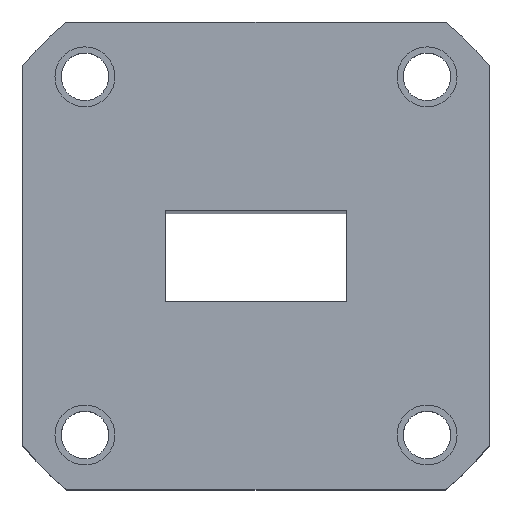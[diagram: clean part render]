
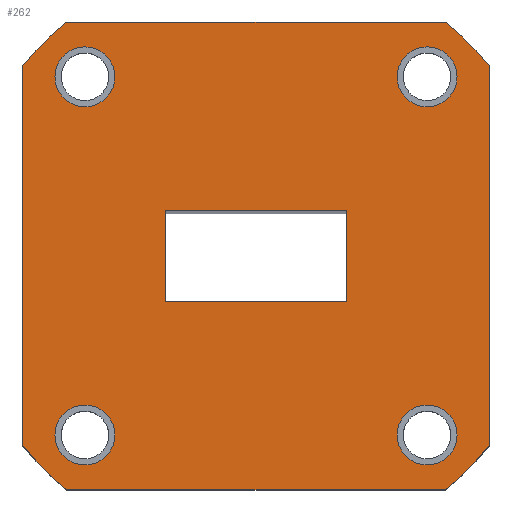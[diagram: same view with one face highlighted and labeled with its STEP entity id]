
A CAD part, top view. The second image highlights one B-rep face of the part: STEP entity #262.
In plain terms, the highlighted planar face has unit normal (0, 0, 1).
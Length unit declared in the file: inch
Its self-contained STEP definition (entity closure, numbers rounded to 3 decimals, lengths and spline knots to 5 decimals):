
#13 = EDGE_LOOP ( 'NONE', ( #128 ) ) ;
#17 = VECTOR ( 'NONE', #37, 39.37008 ) ;
#18 = DIRECTION ( 'NONE',  ( -1., 0., 0. ) ) ;
#19 = VERTEX_POINT ( 'NONE', #848 ) ;
#23 = CARTESIAN_POINT ( 'NONE',  ( 0., 0., 0. ) ) ;
#37 = DIRECTION ( 'NONE',  ( 1., 0., 0. ) ) ;
#47 = LINE ( 'NONE', #872, #1052 ) ;
#48 = AXIS2_PLACEMENT_3D ( 'NONE', #112, #188, #102 ) ;
#63 = CARTESIAN_POINT ( 'NONE',  ( -0.17, 0., 0. ) ) ;
#67 = CARTESIAN_POINT ( 'NONE',  ( -0.17, -0.085, 0. ) ) ;
#68 = DIRECTION ( 'NONE',  ( -1., 0., 0. ) ) ;
#79 = ORIENTED_EDGE ( 'NONE', *, *, #893, .F. ) ;
#102 = DIRECTION ( 'NONE',  ( 1., 0., 0. ) ) ;
#111 = CARTESIAN_POINT ( 'NONE',  ( 0.17, 0., 0. ) ) ;
#112 = CARTESIAN_POINT ( 'NONE',  ( 0.32, 0.335, 0. ) ) ;
#115 = ORIENTED_EDGE ( 'NONE', *, *, #459, .T. ) ;
#116 = CARTESIAN_POINT ( 'NONE',  ( -0.4375, -0.4375, 0. ) ) ;
#118 = DIRECTION ( 'NONE',  ( 0., 0., 1. ) ) ;
#128 = ORIENTED_EDGE ( 'NONE', *, *, #250, .F. ) ;
#136 = CARTESIAN_POINT ( 'NONE',  ( 0., 0., 0. ) ) ;
#138 = VERTEX_POINT ( 'NONE', #398 ) ;
#142 = AXIS2_PLACEMENT_3D ( 'NONE', #456, #155, #181 ) ;
#153 = ORIENTED_EDGE ( 'NONE', *, *, #287, .F. ) ;
#155 = DIRECTION ( 'NONE',  ( 0., 0., 1. ) ) ;
#158 = CARTESIAN_POINT ( 'NONE',  ( -0.35355, -0.4375, 0. ) ) ;
#169 = DIRECTION ( 'NONE',  ( -1., 0., 0. ) ) ;
#181 = DIRECTION ( 'NONE',  ( 1., 0., 0. ) ) ;
#185 = CIRCLE ( 'NONE', #626, 0.5625 ) ;
#186 = ORIENTED_EDGE ( 'NONE', *, *, #325, .F. ) ;
#188 = DIRECTION ( 'NONE',  ( 0., 0., 1. ) ) ;
#196 = DIRECTION ( 'NONE',  ( 0., 0., 1. ) ) ;
#201 = CIRCLE ( 'NONE', #882, 0.056 ) ;
#204 = LINE ( 'NONE', #111, #420 ) ;
#205 = VERTEX_POINT ( 'NONE', #480 ) ;
#208 = EDGE_CURVE ( 'NONE', #1129, #1129, #549, .T. ) ;
#210 = LINE ( 'NONE', #418, #536 ) ;
#212 = DIRECTION ( 'NONE',  ( 0., 0., -1. ) ) ;
#220 = DIRECTION ( 'NONE',  ( 0., -1., 0. ) ) ;
#230 = CARTESIAN_POINT ( 'NONE',  ( -0.264, 0.335, 0. ) ) ;
#237 = DIRECTION ( 'NONE',  ( 0., 1., 0. ) ) ;
#245 = VERTEX_POINT ( 'NONE', #579 ) ;
#250 = EDGE_CURVE ( 'NONE', #138, #138, #201, .T. ) ;
#254 = VERTEX_POINT ( 'NONE', #307 ) ;
#260 = LINE ( 'NONE', #627, #457 ) ;
#262 = ADVANCED_FACE ( 'NONE', ( #654, #752, #557, #666, #659, #1123 ), #840, .F. ) ;
#267 = ORIENTED_EDGE ( 'NONE', *, *, #1152, .T. ) ;
#287 = EDGE_CURVE ( 'NONE', #419, #1011, #185, .T. ) ;
#289 = CARTESIAN_POINT ( 'NONE',  ( -0.32, -0.335, 0. ) ) ;
#290 = VERTEX_POINT ( 'NONE', #1114 ) ;
#303 = DIRECTION ( 'NONE',  ( 1., 0., 0. ) ) ;
#307 = CARTESIAN_POINT ( 'NONE',  ( 0.17, -0.085, 0. ) ) ;
#313 = EDGE_CURVE ( 'NONE', #923, #205, #886, .T. ) ;
#314 = DIRECTION ( 'NONE',  ( 0., 1., 0. ) ) ;
#319 = VERTEX_POINT ( 'NONE', #427 ) ;
#324 = AXIS2_PLACEMENT_3D ( 'NONE', #715, #892, #898 ) ;
#325 = EDGE_CURVE ( 'NONE', #245, #748, #681, .T. ) ;
#344 = DIRECTION ( 'NONE',  ( 0., 0., -1. ) ) ;
#345 = CIRCLE ( 'NONE', #324, 0.056 ) ;
#368 = EDGE_LOOP ( 'NONE', ( #79 ) ) ;
#374 = CARTESIAN_POINT ( 'NONE',  ( 0.35355, 0.4375, 0. ) ) ;
#380 = ORIENTED_EDGE ( 'NONE', *, *, #695, .F. ) ;
#389 = DIRECTION ( 'NONE',  ( 0., 0., -1. ) ) ;
#398 = CARTESIAN_POINT ( 'NONE',  ( -0.264, -0.335, 0. ) ) ;
#406 = LINE ( 'NONE', #116, #17 ) ;
#411 = VERTEX_POINT ( 'NONE', #1135 ) ;
#418 = CARTESIAN_POINT ( 'NONE',  ( -0.4375, -0.4375, 0. ) ) ;
#419 = VERTEX_POINT ( 'NONE', #788 ) ;
#420 = VECTOR ( 'NONE', #482, 39.37008 ) ;
#427 = CARTESIAN_POINT ( 'NONE',  ( 0.376, 0.335, 0. ) ) ;
#456 = CARTESIAN_POINT ( 'NONE',  ( 0., 0., 0. ) ) ;
#457 = VECTOR ( 'NONE', #1085, 39.37008 ) ;
#459 = EDGE_CURVE ( 'NONE', #995, #748, #1056, .T. ) ;
#468 = ORIENTED_EDGE ( 'NONE', *, *, #483, .T. ) ;
#480 = CARTESIAN_POINT ( 'NONE',  ( -0.17, 0.085, 0. ) ) ;
#482 = DIRECTION ( 'NONE',  ( 0., -1., 0. ) ) ;
#483 = EDGE_CURVE ( 'NONE', #290, #995, #607, .T. ) ;
#500 = EDGE_LOOP ( 'NONE', ( #537, #877, #934, #832 ) ) ;
#516 = CARTESIAN_POINT ( 'NONE',  ( -0.4375, 0.4375, 0. ) ) ;
#536 = VECTOR ( 'NONE', #220, 39.37008 ) ;
#537 = ORIENTED_EDGE ( 'NONE', *, *, #543, .T. ) ;
#543 = EDGE_CURVE ( 'NONE', #254, #923, #260, .T. ) ;
#548 = CARTESIAN_POINT ( 'NONE',  ( 0., 0.085, 0. ) ) ;
#549 = CIRCLE ( 'NONE', #1155, 0.056 ) ;
#555 = LINE ( 'NONE', #548, #937 ) ;
#557 = FACE_BOUND ( 'NONE', #13, .T. ) ;
#559 = CARTESIAN_POINT ( 'NONE',  ( -0.4375, -0.35355, 0. ) ) ;
#563 = EDGE_CURVE ( 'NONE', #822, #1037, #1175, .T. ) ;
#572 = CARTESIAN_POINT ( 'NONE',  ( 0.35355, -0.4375, 0. ) ) ;
#579 = CARTESIAN_POINT ( 'NONE',  ( -0.4375, 0.35355, 0. ) ) ;
#582 = ORIENTED_EDGE ( 'NONE', *, *, #1159, .T. ) ;
#607 = CIRCLE ( 'NONE', #142, 0.5625 ) ;
#618 = EDGE_LOOP ( 'NONE', ( #1065 ) ) ;
#626 = AXIS2_PLACEMENT_3D ( 'NONE', #23, #389, #746 ) ;
#627 = CARTESIAN_POINT ( 'NONE',  ( 0., -0.085, 0. ) ) ;
#639 = CIRCLE ( 'NONE', #48, 0.056 ) ;
#650 = CARTESIAN_POINT ( 'NONE',  ( -0.32, 0.335, 0. ) ) ;
#654 = FACE_BOUND ( 'NONE', #500, .T. ) ;
#659 = FACE_BOUND ( 'NONE', #368, .T. ) ;
#660 = AXIS2_PLACEMENT_3D ( 'NONE', #992, #722, #169 ) ;
#666 = FACE_BOUND ( 'NONE', #618, .T. ) ;
#681 = CIRCLE ( 'NONE', #1048, 0.5625 ) ;
#690 = ORIENTED_EDGE ( 'NONE', *, *, #1166, .T. ) ;
#695 = EDGE_CURVE ( 'NONE', #319, #319, #639, .T. ) ;
#715 = CARTESIAN_POINT ( 'NONE',  ( 0.32, -0.335, 0. ) ) ;
#722 = DIRECTION ( 'NONE',  ( 0., 0., -1. ) ) ;
#734 = VECTOR ( 'NONE', #68, 39.37008 ) ;
#746 = DIRECTION ( 'NONE',  ( -1., 0., 0. ) ) ;
#748 = VERTEX_POINT ( 'NONE', #1126 ) ;
#752 = FACE_BOUND ( 'NONE', #1093, .T. ) ;
#788 = CARTESIAN_POINT ( 'NONE',  ( 0.4375, -0.35355, 0. ) ) ;
#814 = VECTOR ( 'NONE', #314, 39.37008 ) ;
#822 = VERTEX_POINT ( 'NONE', #158 ) ;
#832 = ORIENTED_EDGE ( 'NONE', *, *, #1105, .T. ) ;
#840 = PLANE ( 'NONE',  #1138 ) ;
#848 = CARTESIAN_POINT ( 'NONE',  ( 0.17, 0.085, 0. ) ) ;
#872 = CARTESIAN_POINT ( 'NONE',  ( 0.4375, -0.4375, 0. ) ) ;
#877 = ORIENTED_EDGE ( 'NONE', *, *, #313, .T. ) ;
#881 = DIRECTION ( 'NONE',  ( -1., 0., 0. ) ) ;
#882 = AXIS2_PLACEMENT_3D ( 'NONE', #289, #118, #303 ) ;
#886 = LINE ( 'NONE', #63, #814 ) ;
#892 = DIRECTION ( 'NONE',  ( 0., 0., 1. ) ) ;
#893 = EDGE_CURVE ( 'NONE', #411, #411, #345, .T. ) ;
#898 = DIRECTION ( 'NONE',  ( 1., 0., 0. ) ) ;
#923 = VERTEX_POINT ( 'NONE', #67 ) ;
#934 = ORIENTED_EDGE ( 'NONE', *, *, #1058, .T. ) ;
#937 = VECTOR ( 'NONE', #1012, 39.37008 ) ;
#946 = DIRECTION ( 'NONE',  ( 1., 0., 0. ) ) ;
#992 = CARTESIAN_POINT ( 'NONE',  ( 0., 0., 0. ) ) ;
#995 = VERTEX_POINT ( 'NONE', #374 ) ;
#1000 = ORIENTED_EDGE ( 'NONE', *, *, #563, .F. ) ;
#1011 = VERTEX_POINT ( 'NONE', #572 ) ;
#1012 = DIRECTION ( 'NONE',  ( 1., 0., 0. ) ) ;
#1036 = CARTESIAN_POINT ( 'NONE',  ( 0., 0., 0. ) ) ;
#1037 = VERTEX_POINT ( 'NONE', #559 ) ;
#1039 = EDGE_LOOP ( 'NONE', ( #186, #582, #1000, #690, #153, #267, #468, #115 ) ) ;
#1048 = AXIS2_PLACEMENT_3D ( 'NONE', #136, #344, #881 ) ;
#1052 = VECTOR ( 'NONE', #237, 39.37008 ) ;
#1056 = LINE ( 'NONE', #516, #734 ) ;
#1058 = EDGE_CURVE ( 'NONE', #205, #19, #555, .T. ) ;
#1065 = ORIENTED_EDGE ( 'NONE', *, *, #208, .F. ) ;
#1085 = DIRECTION ( 'NONE',  ( -1., 0., 0. ) ) ;
#1093 = EDGE_LOOP ( 'NONE', ( #380 ) ) ;
#1105 = EDGE_CURVE ( 'NONE', #19, #254, #204, .T. ) ;
#1114 = CARTESIAN_POINT ( 'NONE',  ( 0.4375, 0.35355, 0. ) ) ;
#1123 = FACE_OUTER_BOUND ( 'NONE', #1039, .T. ) ;
#1126 = CARTESIAN_POINT ( 'NONE',  ( -0.35355, 0.4375, 0. ) ) ;
#1129 = VERTEX_POINT ( 'NONE', #230 ) ;
#1135 = CARTESIAN_POINT ( 'NONE',  ( 0.376, -0.335, 0. ) ) ;
#1138 = AXIS2_PLACEMENT_3D ( 'NONE', #1036, #212, #18 ) ;
#1152 = EDGE_CURVE ( 'NONE', #419, #290, #47, .T. ) ;
#1155 = AXIS2_PLACEMENT_3D ( 'NONE', #650, #196, #946 ) ;
#1159 = EDGE_CURVE ( 'NONE', #245, #1037, #210, .T. ) ;
#1166 = EDGE_CURVE ( 'NONE', #822, #1011, #406, .T. ) ;
#1175 = CIRCLE ( 'NONE', #660, 0.5625 ) ;
